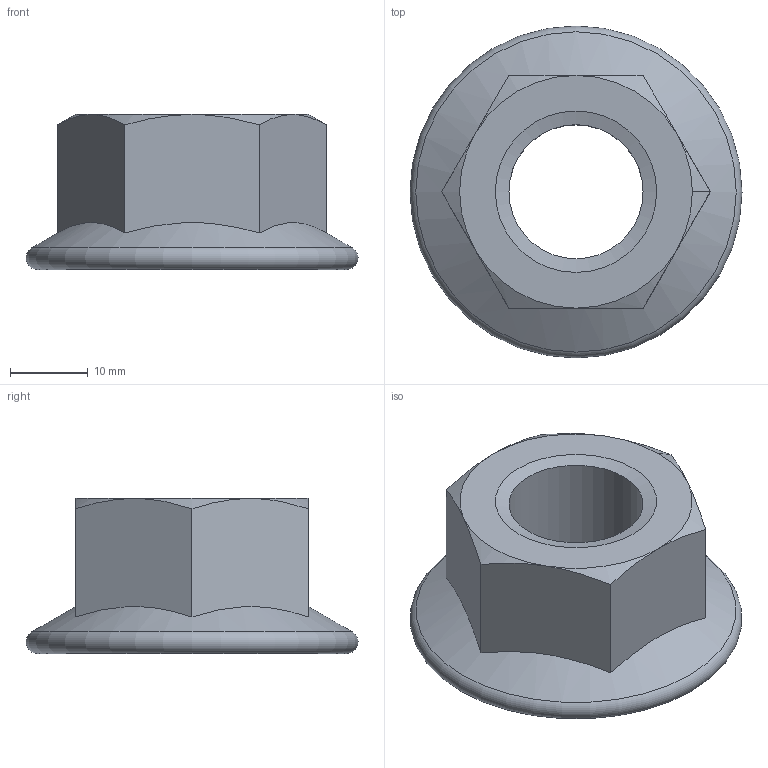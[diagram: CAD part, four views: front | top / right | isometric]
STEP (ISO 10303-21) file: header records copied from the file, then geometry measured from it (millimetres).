
FILE_DESCRIPTION(('FreeCAD Model'),'2;1');
FILE_NAME('Open CASCADE Shape Model','2025-10-29T22:53:58',('Author'),( ''),'Open CASCADE STEP processor 7.8','FreeCAD','Unknown');
FILE_SCHEMA(('AUTOMOTIVE_DESIGN { 1 0 10303 214 1 1 1 1 }'));
Length unit declared in the file: millimetre
Products named in the file (1): M20-Nut
Bounding box: 42.8 x 42.8 x 20 mm (x, y, z)
Volume: 13327.5 mm3; surface area: 5220.8 mm2
Topology: 1 solids, 1 shells, 20 faces, 43 edges, 25 vertices
Faces by surface type: cone 10, plane 8, cylinder 1, torus 1
Full cylindrical faces by diameter (mm): 17.294 x1
Entity records: 577 total; most frequent: DIRECTION 117, CARTESIAN_POINT 89, ORIENTED_EDGE 86, AXIS2_PLACEMENT_3D 53, EDGE_CURVE 43, VERTEX_POINT 25, FACE_BOUND 22, EDGE_LOOP 22
